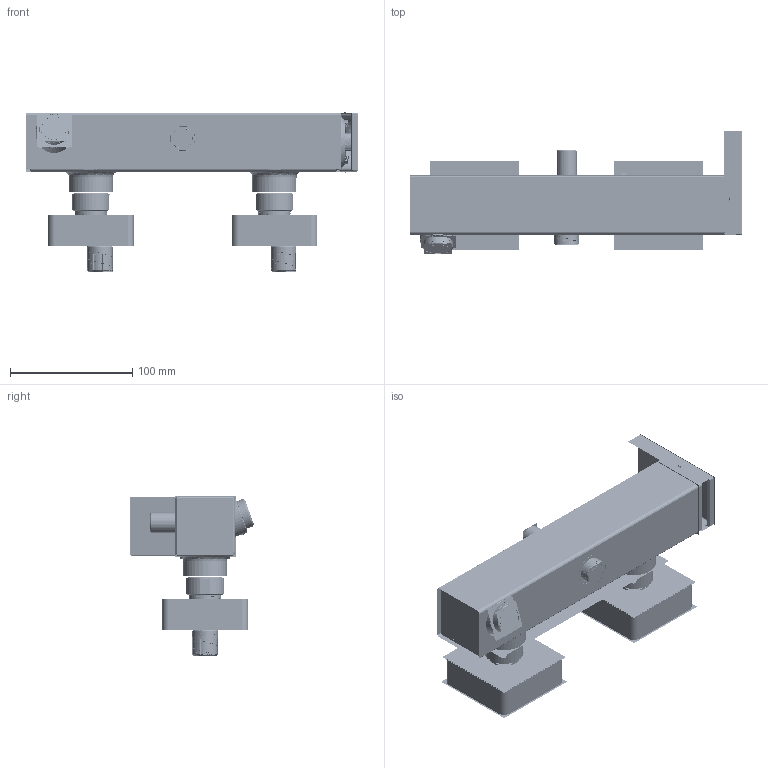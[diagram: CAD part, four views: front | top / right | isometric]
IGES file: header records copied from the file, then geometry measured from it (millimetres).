
Start section:  PTC IGES file: a42613_asm.igs
Global section: file name: a42613_asm.igs; native system: Creo Parametric by PTC Inc.; preprocessor: 2017380; author: osman.cinar; organization: Unknown; date: 20190123.181001; units: millimetre
Bounding box: 271.16 x 101.22 x 131.48 mm (x, y, z)
Surface area: 2107490.4 mm2 (no closed solid volume)
Topology: 0 solids, 0 shells, 6106 faces, 101496 edges, 132640 vertices
Faces by surface type: revolution 3400, bspline 2698, extrusion 8
